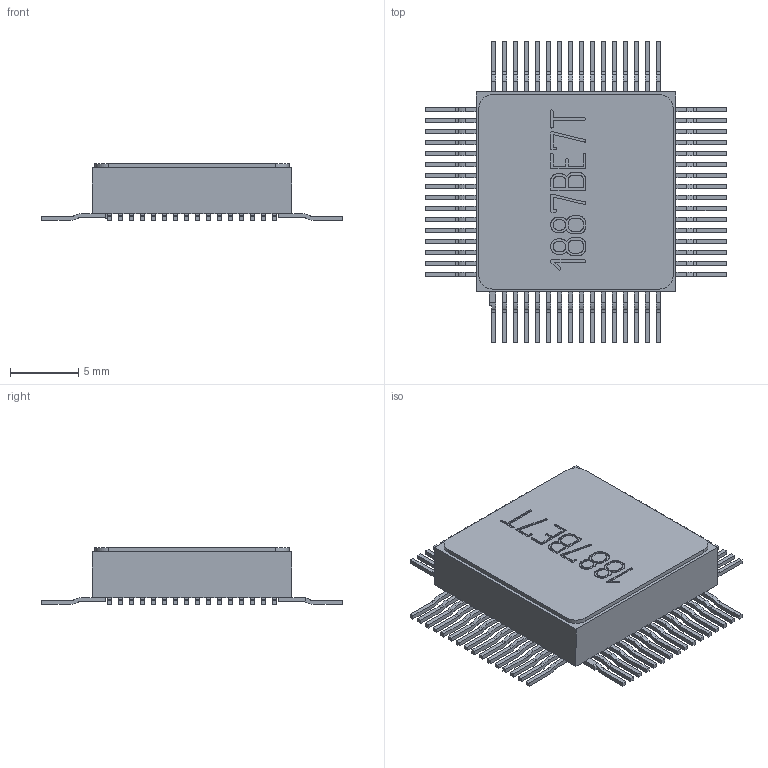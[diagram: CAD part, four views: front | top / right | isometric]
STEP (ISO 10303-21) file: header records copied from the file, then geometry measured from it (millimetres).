
FILE_DESCRIPTION(('STEP AP214'), '1');
FILE_NAME('1887ﾂﾅ7ﾒ', '2019-09-12T14:21:17', ('user'), (''), 'ASCON STEP Converter 1.3', 'ASCON Math Kernel', '');
FILE_SCHEMA(('AUTOMOTIVE_DESIGN { 1 0 10303 214 3 1 1}'));
Length unit declared in the file: millimetre
Bounding box: 22 x 22 x 4.15 mm (x, y, z)
Volume: 800.8 mm3; surface area: 983.3 mm2
Topology: 1 solids, 1 shells, 1369 faces, 3927 edges, 2575 vertices
Faces by surface type: plane 865, cylinder 504
Entity records: 55635 total; most frequent: CARTESIAN_POINT 7872, ORIENTED_EDGE 7854, DIRECTION 7677, EDGE_CURVE 3927, LINE 2917, VECTOR 2917, VERTEX_POINT 2575, AXIS2_PLACEMENT_3D 2380
